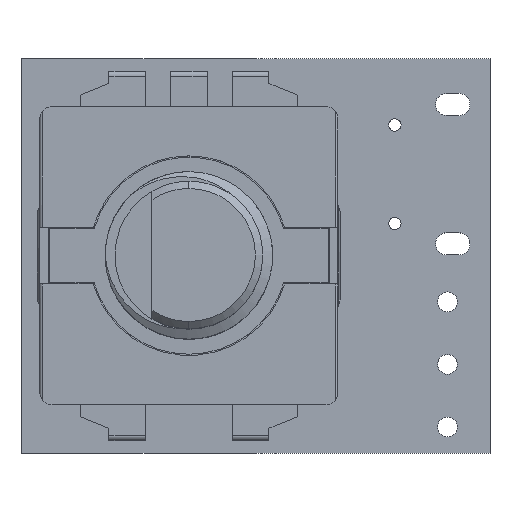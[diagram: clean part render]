
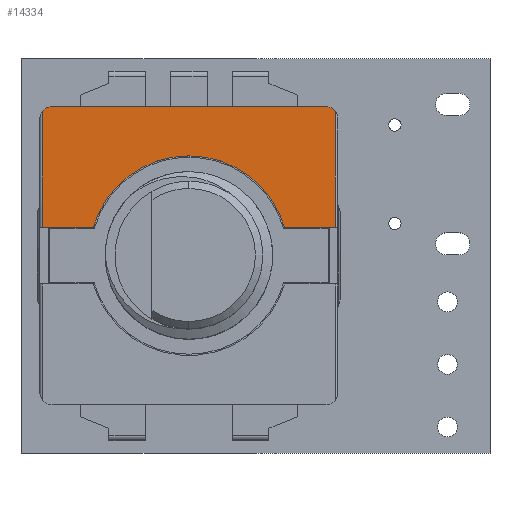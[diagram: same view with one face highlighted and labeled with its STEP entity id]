
A CAD part, top view. The second image highlights one B-rep face of the part: STEP entity #14334.
In plain terms, the highlighted face is planar.
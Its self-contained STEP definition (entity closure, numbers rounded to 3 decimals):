
#11820 = VERTEX_POINT('',#11821);
#11821 = CARTESIAN_POINT('',(3.883,6.5,-1.15));
#11839 = VERTEX_POINT('',#11840);
#11840 = CARTESIAN_POINT('',(0.,6.5,-4.05));
#11846 = EDGE_CURVE('',#11820,#11839,#11847,.T.);
#11847 = CIRCLE('',#11848,4.05);
#11848 = AXIS2_PLACEMENT_3D('',#11849,#11850,#11851);
#11849 = CARTESIAN_POINT('',(0.,6.5,0.));
#11850 = DIRECTION('',(0.,1.,0.));
#11851 = DIRECTION('',(0.,0.,1.));
#14334 = ADVANCED_FACE('',(#14335),#14403,.F.);
#14335 = FACE_BOUND('',#14336,.T.);
#14336 = EDGE_LOOP('',(#14337,#14348,#14356,#14364,#14371,#14372,#14380,
    #14388,#14397));
#14337 = ORIENTED_EDGE('',*,*,#14338,.T.);
#14338 = EDGE_CURVE('',#14339,#14341,#14343,.T.);
#14339 = VERTEX_POINT('',#14340);
#14340 = CARTESIAN_POINT('',(-5.55,6.5,-6.05));
#14341 = VERTEX_POINT('',#14342);
#14342 = CARTESIAN_POINT('',(-5.95,6.5,-5.85));
#14343 = CIRCLE('',#14344,0.5);
#14344 = AXIS2_PLACEMENT_3D('',#14345,#14346,#14347);
#14345 = CARTESIAN_POINT('',(-5.55,6.5,-5.55));
#14346 = DIRECTION('',(0.,1.,0.));
#14347 = DIRECTION('',(0.,0.,-1.));
#14348 = ORIENTED_EDGE('',*,*,#14349,.T.);
#14349 = EDGE_CURVE('',#14341,#14350,#14352,.T.);
#14350 = VERTEX_POINT('',#14351);
#14351 = CARTESIAN_POINT('',(-5.95,6.5,-1.15));
#14352 = LINE('',#14353,#14354);
#14353 = CARTESIAN_POINT('',(-5.95,6.5,0.));
#14354 = VECTOR('',#14355,1.);
#14355 = DIRECTION('',(0.,0.,1.));
#14356 = ORIENTED_EDGE('',*,*,#14357,.F.);
#14357 = EDGE_CURVE('',#14358,#14350,#14360,.T.);
#14358 = VERTEX_POINT('',#14359);
#14359 = CARTESIAN_POINT('',(-3.883,6.5,-1.15));
#14360 = LINE('',#14361,#14362);
#14361 = CARTESIAN_POINT('',(-3.883,6.5,-1.15));
#14362 = VECTOR('',#14363,1.);
#14363 = DIRECTION('',(-1.,0.,0.));
#14364 = ORIENTED_EDGE('',*,*,#14365,.F.);
#14365 = EDGE_CURVE('',#11839,#14358,#14366,.T.);
#14366 = CIRCLE('',#14367,4.05);
#14367 = AXIS2_PLACEMENT_3D('',#14368,#14369,#14370);
#14368 = CARTESIAN_POINT('',(0.,6.5,0.));
#14369 = DIRECTION('',(0.,1.,0.));
#14370 = DIRECTION('',(0.,0.,1.));
#14371 = ORIENTED_EDGE('',*,*,#11846,.F.);
#14372 = ORIENTED_EDGE('',*,*,#14373,.F.);
#14373 = EDGE_CURVE('',#14374,#11820,#14376,.T.);
#14374 = VERTEX_POINT('',#14375);
#14375 = CARTESIAN_POINT('',(5.95,6.5,-1.15));
#14376 = LINE('',#14377,#14378);
#14377 = CARTESIAN_POINT('',(5.7,6.5,-1.15));
#14378 = VECTOR('',#14379,1.);
#14379 = DIRECTION('',(-1.,0.,0.));
#14380 = ORIENTED_EDGE('',*,*,#14381,.T.);
#14381 = EDGE_CURVE('',#14374,#14382,#14384,.T.);
#14382 = VERTEX_POINT('',#14383);
#14383 = CARTESIAN_POINT('',(5.95,6.5,-5.85));
#14384 = LINE('',#14385,#14386);
#14385 = CARTESIAN_POINT('',(5.95,6.5,0.));
#14386 = VECTOR('',#14387,1.);
#14387 = DIRECTION('',(0.,0.,-1.));
#14388 = ORIENTED_EDGE('',*,*,#14389,.T.);
#14389 = EDGE_CURVE('',#14382,#14390,#14392,.T.);
#14390 = VERTEX_POINT('',#14391);
#14391 = CARTESIAN_POINT('',(5.55,6.5,-6.05));
#14392 = CIRCLE('',#14393,0.5);
#14393 = AXIS2_PLACEMENT_3D('',#14394,#14395,#14396);
#14394 = CARTESIAN_POINT('',(5.55,6.5,-5.55));
#14395 = DIRECTION('',(0.,1.,0.));
#14396 = DIRECTION('',(0.,0.,-1.));
#14397 = ORIENTED_EDGE('',*,*,#14398,.T.);
#14398 = EDGE_CURVE('',#14390,#14339,#14399,.T.);
#14399 = LINE('',#14400,#14401);
#14400 = CARTESIAN_POINT('',(-6.05,6.5,-6.05));
#14401 = VECTOR('',#14402,1.);
#14402 = DIRECTION('',(-1.,0.,0.));
#14403 = PLANE('',#14404);
#14404 = AXIS2_PLACEMENT_3D('',#14405,#14406,#14407);
#14405 = CARTESIAN_POINT('',(0.,6.5,0.));
#14406 = DIRECTION('',(0.,-1.,0.));
#14407 = DIRECTION('',(0.,0.,-1.));
